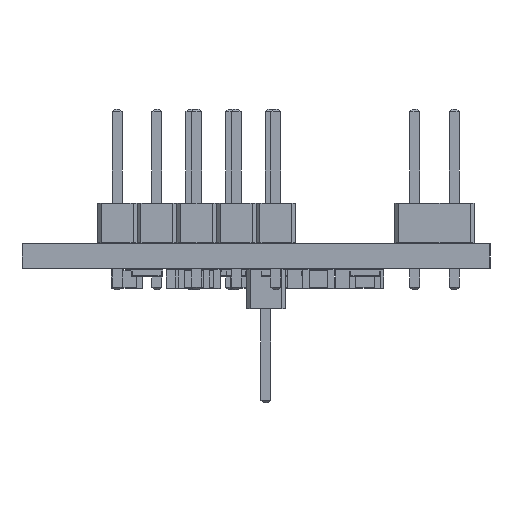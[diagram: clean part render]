
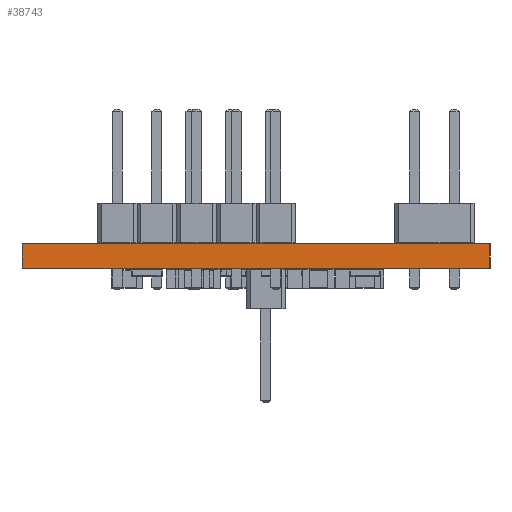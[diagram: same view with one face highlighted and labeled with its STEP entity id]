
A CAD part, left-side view. The second image highlights one B-rep face of the part: STEP entity #38743.
In plain terms, the highlighted planar face has unit normal (-1, 0, 0).
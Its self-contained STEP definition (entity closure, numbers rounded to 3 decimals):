
#38627 = EDGE_CURVE('',#38628,#38630,#38632,.T.);
#38628 = VERTEX_POINT('',#38629);
#38629 = CARTESIAN_POINT('',(133.092,-74.453,0.));
#38630 = VERTEX_POINT('',#38631);
#38631 = CARTESIAN_POINT('',(133.092,-74.453,1.6));
#38632 = SURFACE_CURVE('',#38633,(#38637,#38649),.PCURVE_S1.);
#38633 = LINE('',#38634,#38635);
#38634 = CARTESIAN_POINT('',(133.092,-74.453,0.));
#38635 = VECTOR('',#38636,1.);
#38636 = DIRECTION('',(0.,0.,1.));
#38637 = PCURVE('',#38638,#38643);
#38638 = PLANE('',#38639);
#38639 = AXIS2_PLACEMENT_3D('',#38640,#38641,#38642);
#38640 = CARTESIAN_POINT('',(133.092,-74.453,0.));
#38641 = DIRECTION('',(0.,1.,0.));
#38642 = DIRECTION('',(1.,0.,0.));
#38643 = DEFINITIONAL_REPRESENTATION('',(#38644),#38648);
#38644 = LINE('',#38645,#38646);
#38645 = CARTESIAN_POINT('',(0.,0.));
#38646 = VECTOR('',#38647,1.);
#38647 = DIRECTION('',(0.,-1.));
#38648 = ( GEOMETRIC_REPRESENTATION_CONTEXT(2) 
PARAMETRIC_REPRESENTATION_CONTEXT() REPRESENTATION_CONTEXT('2D SPACE',''
  ) );
#38649 = PCURVE('',#38650,#38655);
#38650 = PLANE('',#38651);
#38651 = AXIS2_PLACEMENT_3D('',#38652,#38653,#38654);
#38652 = CARTESIAN_POINT('',(133.092,-104.425,0.));
#38653 = DIRECTION('',(-1.,0.,0.));
#38654 = DIRECTION('',(0.,1.,0.));
#38655 = DEFINITIONAL_REPRESENTATION('',(#38656),#38660);
#38656 = LINE('',#38657,#38658);
#38657 = CARTESIAN_POINT('',(29.972,0.));
#38658 = VECTOR('',#38659,1.);
#38659 = DIRECTION('',(0.,-1.));
#38660 = ( GEOMETRIC_REPRESENTATION_CONTEXT(2) 
PARAMETRIC_REPRESENTATION_CONTEXT() REPRESENTATION_CONTEXT('2D SPACE',''
  ) );
#38678 = PLANE('',#38679);
#38679 = AXIS2_PLACEMENT_3D('',#38680,#38681,#38682);
#38680 = CARTESIAN_POINT('',(158.238,-89.439,1.6));
#38681 = DIRECTION('',(-0.,-0.,-1.));
#38682 = DIRECTION('',(-1.,0.,0.));
#38732 = PLANE('',#38733);
#38733 = AXIS2_PLACEMENT_3D('',#38734,#38735,#38736);
#38734 = CARTESIAN_POINT('',(158.238,-89.439,0.));
#38735 = DIRECTION('',(-0.,-0.,-1.));
#38736 = DIRECTION('',(-1.,0.,0.));
#38743 = ADVANCED_FACE('',(#38744),#38650,.T.);
#38744 = FACE_BOUND('',#38745,.T.);
#38745 = EDGE_LOOP('',(#38746,#38776,#38797,#38798));
#38746 = ORIENTED_EDGE('',*,*,#38747,.T.);
#38747 = EDGE_CURVE('',#38748,#38750,#38752,.T.);
#38748 = VERTEX_POINT('',#38749);
#38749 = CARTESIAN_POINT('',(133.092,-104.425,0.));
#38750 = VERTEX_POINT('',#38751);
#38751 = CARTESIAN_POINT('',(133.092,-104.425,1.6));
#38752 = SURFACE_CURVE('',#38753,(#38757,#38764),.PCURVE_S1.);
#38753 = LINE('',#38754,#38755);
#38754 = CARTESIAN_POINT('',(133.092,-104.425,0.));
#38755 = VECTOR('',#38756,1.);
#38756 = DIRECTION('',(0.,0.,1.));
#38757 = PCURVE('',#38650,#38758);
#38758 = DEFINITIONAL_REPRESENTATION('',(#38759),#38763);
#38759 = LINE('',#38760,#38761);
#38760 = CARTESIAN_POINT('',(0.,0.));
#38761 = VECTOR('',#38762,1.);
#38762 = DIRECTION('',(0.,-1.));
#38763 = ( GEOMETRIC_REPRESENTATION_CONTEXT(2) 
PARAMETRIC_REPRESENTATION_CONTEXT() REPRESENTATION_CONTEXT('2D SPACE',''
  ) );
#38764 = PCURVE('',#38765,#38770);
#38765 = PLANE('',#38766);
#38766 = AXIS2_PLACEMENT_3D('',#38767,#38768,#38769);
#38767 = CARTESIAN_POINT('',(183.384,-104.425,0.));
#38768 = DIRECTION('',(0.,-1.,0.));
#38769 = DIRECTION('',(-1.,0.,0.));
#38770 = DEFINITIONAL_REPRESENTATION('',(#38771),#38775);
#38771 = LINE('',#38772,#38773);
#38772 = CARTESIAN_POINT('',(50.292,0.));
#38773 = VECTOR('',#38774,1.);
#38774 = DIRECTION('',(0.,-1.));
#38775 = ( GEOMETRIC_REPRESENTATION_CONTEXT(2) 
PARAMETRIC_REPRESENTATION_CONTEXT() REPRESENTATION_CONTEXT('2D SPACE',''
  ) );
#38776 = ORIENTED_EDGE('',*,*,#38777,.T.);
#38777 = EDGE_CURVE('',#38750,#38630,#38778,.T.);
#38778 = SURFACE_CURVE('',#38779,(#38783,#38790),.PCURVE_S1.);
#38779 = LINE('',#38780,#38781);
#38780 = CARTESIAN_POINT('',(133.092,-104.425,1.6));
#38781 = VECTOR('',#38782,1.);
#38782 = DIRECTION('',(0.,1.,0.));
#38783 = PCURVE('',#38650,#38784);
#38784 = DEFINITIONAL_REPRESENTATION('',(#38785),#38789);
#38785 = LINE('',#38786,#38787);
#38786 = CARTESIAN_POINT('',(0.,-1.6));
#38787 = VECTOR('',#38788,1.);
#38788 = DIRECTION('',(1.,0.));
#38789 = ( GEOMETRIC_REPRESENTATION_CONTEXT(2) 
PARAMETRIC_REPRESENTATION_CONTEXT() REPRESENTATION_CONTEXT('2D SPACE',''
  ) );
#38790 = PCURVE('',#38678,#38791);
#38791 = DEFINITIONAL_REPRESENTATION('',(#38792),#38796);
#38792 = LINE('',#38793,#38794);
#38793 = CARTESIAN_POINT('',(25.146,-14.986));
#38794 = VECTOR('',#38795,1.);
#38795 = DIRECTION('',(0.,1.));
#38796 = ( GEOMETRIC_REPRESENTATION_CONTEXT(2) 
PARAMETRIC_REPRESENTATION_CONTEXT() REPRESENTATION_CONTEXT('2D SPACE',''
  ) );
#38797 = ORIENTED_EDGE('',*,*,#38627,.F.);
#38798 = ORIENTED_EDGE('',*,*,#38799,.F.);
#38799 = EDGE_CURVE('',#38748,#38628,#38800,.T.);
#38800 = SURFACE_CURVE('',#38801,(#38805,#38812),.PCURVE_S1.);
#38801 = LINE('',#38802,#38803);
#38802 = CARTESIAN_POINT('',(133.092,-104.425,0.));
#38803 = VECTOR('',#38804,1.);
#38804 = DIRECTION('',(0.,1.,0.));
#38805 = PCURVE('',#38650,#38806);
#38806 = DEFINITIONAL_REPRESENTATION('',(#38807),#38811);
#38807 = LINE('',#38808,#38809);
#38808 = CARTESIAN_POINT('',(0.,0.));
#38809 = VECTOR('',#38810,1.);
#38810 = DIRECTION('',(1.,0.));
#38811 = ( GEOMETRIC_REPRESENTATION_CONTEXT(2) 
PARAMETRIC_REPRESENTATION_CONTEXT() REPRESENTATION_CONTEXT('2D SPACE',''
  ) );
#38812 = PCURVE('',#38732,#38813);
#38813 = DEFINITIONAL_REPRESENTATION('',(#38814),#38818);
#38814 = LINE('',#38815,#38816);
#38815 = CARTESIAN_POINT('',(25.146,-14.986));
#38816 = VECTOR('',#38817,1.);
#38817 = DIRECTION('',(0.,1.));
#38818 = ( GEOMETRIC_REPRESENTATION_CONTEXT(2) 
PARAMETRIC_REPRESENTATION_CONTEXT() REPRESENTATION_CONTEXT('2D SPACE',''
  ) );
